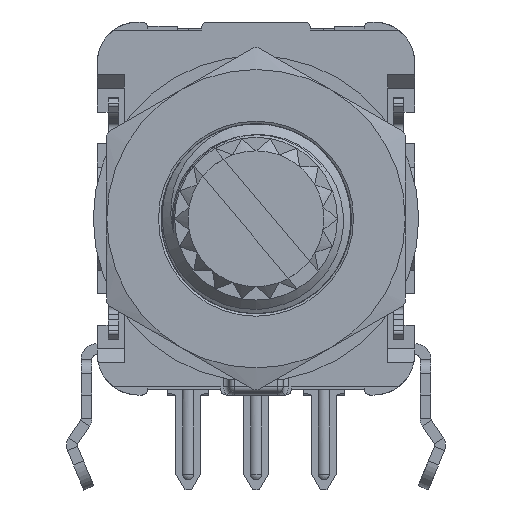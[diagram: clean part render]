
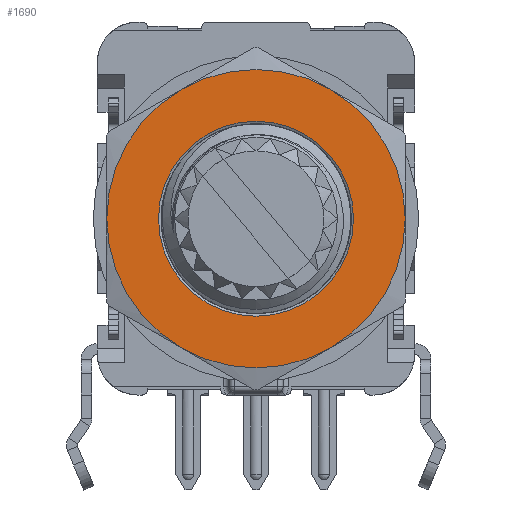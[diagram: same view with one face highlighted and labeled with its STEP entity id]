
A CAD part, front view. The second image highlights one B-rep face of the part: STEP entity #1690.
In plain terms, the highlighted face is planar.
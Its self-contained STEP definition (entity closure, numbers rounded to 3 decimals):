
#1690=ADVANCED_FACE('',(#14291,#14293),#14295,.T.);
#14291=FACE_BOUND('',#14292,.T.);
#14292=EDGE_LOOP('',(#20075,#20076,#20077,#20078,#20079,#20080));
#14293=FACE_BOUND('',#14294,.T.);
#14294=EDGE_LOOP('',(#20081));
#14295=PLANE('',#14296);
#14296=AXIS2_PLACEMENT_3D('',#14297,#14298,#14299);
#14297=CARTESIAN_POINT('',(0.,0.,3.3));
#14298=DIRECTION('',(0.,0.,1.));
#14299=DIRECTION('',(0.,-1.,0.));
#20075=ORIENTED_EDGE('',*,*,#23234,.F.);
#20076=ORIENTED_EDGE('',*,*,#23235,.F.);
#20077=ORIENTED_EDGE('',*,*,#23236,.F.);
#20078=ORIENTED_EDGE('',*,*,#23237,.F.);
#20079=ORIENTED_EDGE('',*,*,#23238,.F.);
#20080=ORIENTED_EDGE('',*,*,#23239,.F.);
#20081=ORIENTED_EDGE('',*,*,#23221,.T.);
#23221=EDGE_CURVE('',#25275,#25275,#25276,.T.);
#23234=EDGE_CURVE('',#25297,#25298,#25299,.T.);
#23235=EDGE_CURVE('',#25300,#25297,#25301,.T.);
#23236=EDGE_CURVE('',#25302,#25300,#25303,.T.);
#23237=EDGE_CURVE('',#25304,#25302,#25305,.T.);
#23238=EDGE_CURVE('',#25306,#25304,#25307,.T.);
#23239=EDGE_CURVE('',#25298,#25306,#25308,.T.);
#25275=VERTEX_POINT('',#31323);
#25276=CIRCLE('',#31324,3.594);
#25297=VERTEX_POINT('',#31830);
#25298=VERTEX_POINT('',#31831);
#25299=CIRCLE('',#31832,5.5);
#25300=VERTEX_POINT('',#31836);
#25301=CIRCLE('',#31837,5.5);
#25302=VERTEX_POINT('',#31841);
#25303=CIRCLE('',#31842,5.5);
#25304=VERTEX_POINT('',#31846);
#25305=CIRCLE('',#31847,5.5);
#25306=VERTEX_POINT('',#31851);
#25307=CIRCLE('',#31852,5.5);
#25308=CIRCLE('',#31856,5.5);
#31323=CARTESIAN_POINT('',(0.,-3.594,3.3));
#31324=AXIS2_PLACEMENT_3D('',#31325,#31326,#31327);
#31325=CARTESIAN_POINT('',(0.,0.,3.3));
#31326=DIRECTION('',(0.,0.,-1.));
#31327=DIRECTION('',(0.,-1.,0.));
#31830=CARTESIAN_POINT('',(5.5,0.,3.3));
#31831=CARTESIAN_POINT('',(2.75,-4.763,3.3));
#31832=AXIS2_PLACEMENT_3D('',#31833,#31834,#31835);
#31833=CARTESIAN_POINT('',(0.,0.,3.3));
#31834=DIRECTION('',(0.,0.,-1.));
#31835=DIRECTION('',(1.,0.,0.));
#31836=CARTESIAN_POINT('',(2.75,4.763,3.3));
#31837=AXIS2_PLACEMENT_3D('',#31838,#31839,#31840);
#31838=CARTESIAN_POINT('',(0.,0.,3.3));
#31839=DIRECTION('',(0.,0.,-1.));
#31840=DIRECTION('',(0.5,0.866,0.));
#31841=CARTESIAN_POINT('',(-2.75,4.763,3.3));
#31842=AXIS2_PLACEMENT_3D('',#31843,#31844,#31845);
#31843=CARTESIAN_POINT('',(0.,0.,3.3));
#31844=DIRECTION('',(0.,0.,-1.));
#31845=DIRECTION('',(-0.5,0.866,0.));
#31846=CARTESIAN_POINT('',(-5.5,0.,3.3));
#31847=AXIS2_PLACEMENT_3D('',#31848,#31849,#31850);
#31848=CARTESIAN_POINT('',(0.,0.,3.3));
#31849=DIRECTION('',(0.,0.,-1.));
#31850=DIRECTION('',(-1.,0.,0.));
#31851=CARTESIAN_POINT('',(-2.75,-4.763,3.3));
#31852=AXIS2_PLACEMENT_3D('',#31853,#31854,#31855);
#31853=CARTESIAN_POINT('',(0.,0.,3.3));
#31854=DIRECTION('',(0.,0.,-1.));
#31855=DIRECTION('',(-0.5,-0.866,0.));
#31856=AXIS2_PLACEMENT_3D('',#31857,#31858,#31859);
#31857=CARTESIAN_POINT('',(0.,0.,3.3));
#31858=DIRECTION('',(0.,0.,-1.));
#31859=DIRECTION('',(0.5,-0.866,0.));
